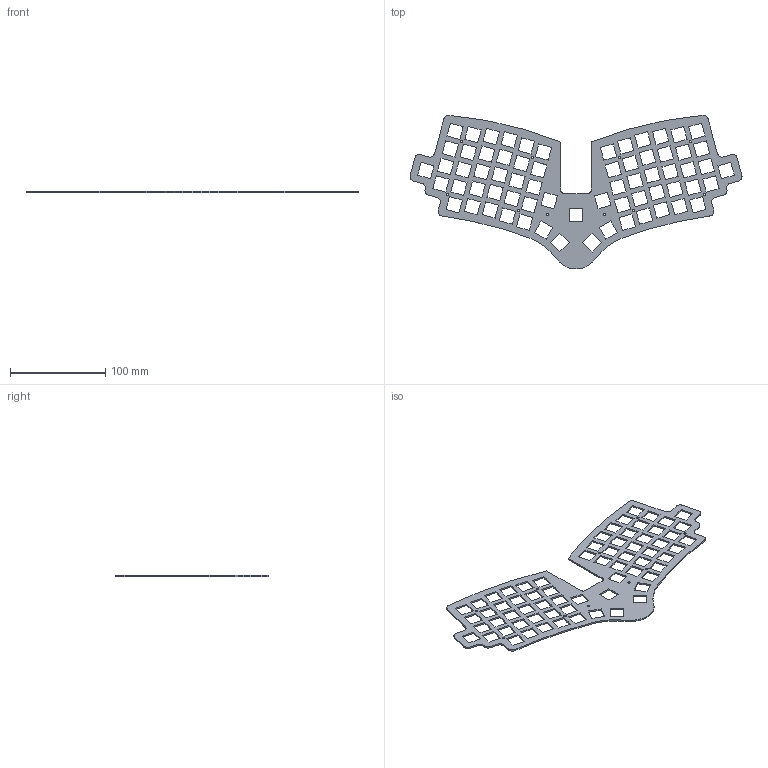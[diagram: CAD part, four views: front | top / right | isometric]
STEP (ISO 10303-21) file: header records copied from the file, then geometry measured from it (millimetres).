
FILE_DESCRIPTION(('KiCad electronic assembly'),'2;1');
FILE_NAME('Phoenixia66.step','2024-06-02T17:32:05',('Pcbnew'),('Kicad'), 'Open CASCADE STEP processor 7.7','KiCad to STEP converter','Unknown' );
FILE_SCHEMA(('AUTOMOTIVE_DESIGN { 1 0 10303 214 1 1 1 1 }'));
Length unit declared in the file: millimetre
Products named in the file (2): Phoenixia66 1; _autosave-Ashwing66_topplate_PCB
Assembly tree (1 placements, depth 2):
  Phoenixia66 1
    _autosave-Ashwing66_topplate_PCB
Bounding box: 348.57 x 161.06 x 1.6 mm (x, y, z)
Volume: 31471 mm3; surface area: 47056.1 mm2
Topology: 1 solids, 1 shells, 323 faces, 963 edges, 642 vertices
Faces by surface type: plane 286, cylinder 37
Full cylindrical faces by diameter (mm): 2.4 x10
Entity records: 11036 total; most frequent: CARTESIAN_POINT 1930, ORIENTED_EDGE 1926, DIRECTION 1687, EDGE_CURVE 963, LINE 889, VECTOR 889, VERTEX_POINT 642, FACE_BOUND 477
